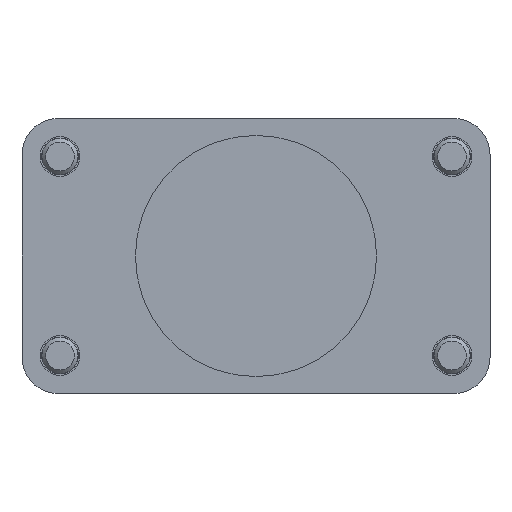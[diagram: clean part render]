
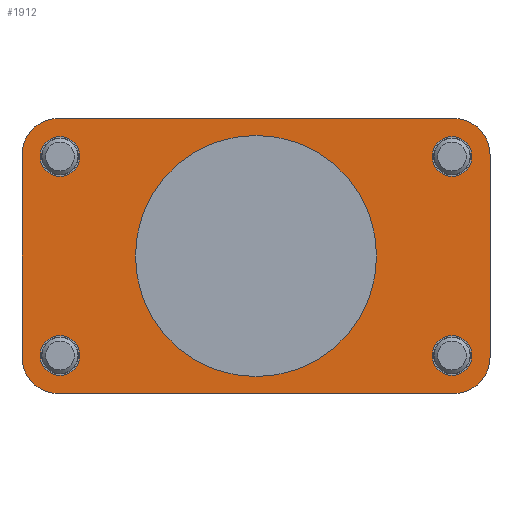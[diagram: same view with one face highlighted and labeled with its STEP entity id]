
A CAD part, front view. The second image highlights one B-rep face of the part: STEP entity #1912.
In plain terms, the highlighted planar face has unit normal (0, -1, 0).
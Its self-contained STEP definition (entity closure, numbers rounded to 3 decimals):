
#86=CIRCLE('',#2072,6.);
#88=CIRCLE('',#2076,6.);
#90=CIRCLE('',#2079,6.);
#92=CIRCLE('',#2082,6.);
#97=CIRCLE('',#2093,3.3);
#98=CIRCLE('',#2094,3.3);
#99=CIRCLE('',#2095,3.3);
#100=CIRCLE('',#2096,3.3);
#101=CIRCLE('',#2097,20.);
#292=ORIENTED_EDGE('',*,*,#812,.T.);
#293=ORIENTED_EDGE('',*,*,#813,.T.);
#294=ORIENTED_EDGE('',*,*,#814,.T.);
#295=ORIENTED_EDGE('',*,*,#815,.T.);
#296=ORIENTED_EDGE('',*,*,#816,.T.);
#297=ORIENTED_EDGE('',*,*,#770,.F.);
#298=ORIENTED_EDGE('',*,*,#809,.F.);
#299=ORIENTED_EDGE('',*,*,#766,.F.);
#300=ORIENTED_EDGE('',*,*,#804,.F.);
#301=ORIENTED_EDGE('',*,*,#758,.F.);
#302=ORIENTED_EDGE('',*,*,#801,.F.);
#303=ORIENTED_EDGE('',*,*,#774,.F.);
#304=ORIENTED_EDGE('',*,*,#794,.F.);
#758=EDGE_CURVE('',#1024,#1025,#86,.T.);
#766=EDGE_CURVE('',#1032,#1033,#88,.T.);
#770=EDGE_CURVE('',#1036,#1037,#90,.T.);
#774=EDGE_CURVE('',#1040,#1041,#92,.T.);
#794=EDGE_CURVE('',#1037,#1040,#1229,.T.);
#801=EDGE_CURVE('',#1041,#1024,#1236,.T.);
#804=EDGE_CURVE('',#1025,#1032,#1239,.T.);
#809=EDGE_CURVE('',#1033,#1036,#1244,.T.);
#812=EDGE_CURVE('',#1066,#1066,#97,.T.);
#813=EDGE_CURVE('',#1067,#1067,#98,.T.);
#814=EDGE_CURVE('',#1068,#1068,#99,.T.);
#815=EDGE_CURVE('',#1069,#1069,#100,.T.);
#816=EDGE_CURVE('',#1070,#1070,#101,.T.);
#1024=VERTEX_POINT('',#2927);
#1025=VERTEX_POINT('',#2929);
#1032=VERTEX_POINT('',#2945);
#1033=VERTEX_POINT('',#2947);
#1036=VERTEX_POINT('',#2954);
#1037=VERTEX_POINT('',#2956);
#1040=VERTEX_POINT('',#2963);
#1041=VERTEX_POINT('',#2965);
#1066=VERTEX_POINT('',#3034);
#1067=VERTEX_POINT('',#3036);
#1068=VERTEX_POINT('',#3038);
#1069=VERTEX_POINT('',#3040);
#1070=VERTEX_POINT('',#3042);
#1229=LINE('',#3004,#1389);
#1236=LINE('',#3015,#1396);
#1239=LINE('',#3020,#1399);
#1244=LINE('',#3028,#1404);
#1389=VECTOR('',#2368,1000.);
#1396=VECTOR('',#2377,1000.);
#1399=VECTOR('',#2382,1000.);
#1404=VECTOR('',#2389,1000.);
#1530=EDGE_LOOP('',(#292));
#1531=EDGE_LOOP('',(#293));
#1532=EDGE_LOOP('',(#294));
#1533=EDGE_LOOP('',(#295));
#1534=EDGE_LOOP('',(#296));
#1535=EDGE_LOOP('',(#297,#298,#299,#300,#301,#302,#303,#304));
#1688=FACE_BOUND('',#1530,.T.);
#1689=FACE_BOUND('',#1531,.T.);
#1690=FACE_BOUND('',#1532,.T.);
#1691=FACE_BOUND('',#1533,.T.);
#1692=FACE_BOUND('',#1534,.T.);
#1693=FACE_BOUND('',#1535,.T.);
#1843=PLANE('',#2092);
#1912=ADVANCED_FACE('',(#1688,#1689,#1690,#1691,#1692,#1693),#1843,.F.);
#2072=AXIS2_PLACEMENT_3D('',#2928,#2309,#2310);
#2076=AXIS2_PLACEMENT_3D('',#2946,#2323,#2324);
#2079=AXIS2_PLACEMENT_3D('',#2955,#2331,#2332);
#2082=AXIS2_PLACEMENT_3D('',#2964,#2339,#2340);
#2092=AXIS2_PLACEMENT_3D('',#3032,#2392,#2393);
#2093=AXIS2_PLACEMENT_3D('',#3033,#2394,#2395);
#2094=AXIS2_PLACEMENT_3D('',#3035,#2396,#2397);
#2095=AXIS2_PLACEMENT_3D('',#3037,#2398,#2399);
#2096=AXIS2_PLACEMENT_3D('',#3039,#2400,#2401);
#2097=AXIS2_PLACEMENT_3D('',#3041,#2402,#2403);
#2309=DIRECTION('',(0.,1.,0.));
#2310=DIRECTION('',(1.,0.,0.));
#2323=DIRECTION('',(0.,1.,0.));
#2324=DIRECTION('',(1.,0.,0.));
#2331=DIRECTION('',(0.,1.,0.));
#2332=DIRECTION('',(1.,0.,0.));
#2339=DIRECTION('',(0.,1.,0.));
#2340=DIRECTION('',(1.,0.,0.));
#2368=DIRECTION('',(0.,0.,1.));
#2377=DIRECTION('',(1.,0.,0.));
#2382=DIRECTION('',(0.,0.,-1.));
#2389=DIRECTION('',(-1.,0.,0.));
#2392=DIRECTION('',(0.,1.,0.));
#2393=DIRECTION('',(0.,0.,1.));
#2394=DIRECTION('',(0.,1.,0.));
#2395=DIRECTION('',(1.,0.,0.));
#2396=DIRECTION('',(0.,1.,0.));
#2397=DIRECTION('',(1.,0.,0.));
#2398=DIRECTION('',(0.,1.,0.));
#2399=DIRECTION('',(1.,0.,0.));
#2400=DIRECTION('',(0.,1.,0.));
#2401=DIRECTION('',(1.,0.,0.));
#2402=DIRECTION('',(0.,1.,0.));
#2403=DIRECTION('',(1.,0.,0.));
#2927=CARTESIAN_POINT('',(32.8,0.,22.8));
#2928=CARTESIAN_POINT('',(32.8,0.,16.8));
#2929=CARTESIAN_POINT('',(38.8,0.,16.8));
#2945=CARTESIAN_POINT('',(38.8,0.,-16.8));
#2946=CARTESIAN_POINT('',(32.8,0.,-16.8));
#2947=CARTESIAN_POINT('',(32.8,0.,-22.8));
#2954=CARTESIAN_POINT('',(-32.8,0.,-22.8));
#2955=CARTESIAN_POINT('',(-32.8,0.,-16.8));
#2956=CARTESIAN_POINT('',(-38.8,0.,-16.8));
#2963=CARTESIAN_POINT('',(-38.8,0.,16.8));
#2964=CARTESIAN_POINT('',(-32.8,0.,16.8));
#2965=CARTESIAN_POINT('',(-32.8,0.,22.8));
#3004=CARTESIAN_POINT('',(-38.8,0.,-16.8));
#3015=CARTESIAN_POINT('',(-32.8,0.,22.8));
#3020=CARTESIAN_POINT('',(38.8,0.,16.8));
#3028=CARTESIAN_POINT('',(32.8,0.,-22.8));
#3032=CARTESIAN_POINT('',(-32.8,0.,-16.8));
#3033=CARTESIAN_POINT('',(32.5,0.,-16.5));
#3034=CARTESIAN_POINT('',(35.8,0.,-16.5));
#3035=CARTESIAN_POINT('',(-32.5,0.,-16.5));
#3036=CARTESIAN_POINT('',(-29.2,0.,-16.5));
#3037=CARTESIAN_POINT('',(32.5,0.,16.5));
#3038=CARTESIAN_POINT('',(35.8,0.,16.5));
#3039=CARTESIAN_POINT('',(-32.5,0.,16.5));
#3040=CARTESIAN_POINT('',(-29.2,0.,16.5));
#3041=CARTESIAN_POINT('',(0.,0.,0.));
#3042=CARTESIAN_POINT('',(20.,0.,0.));
